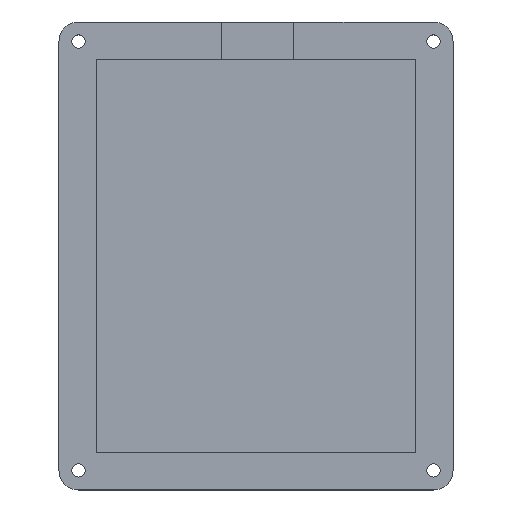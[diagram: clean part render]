
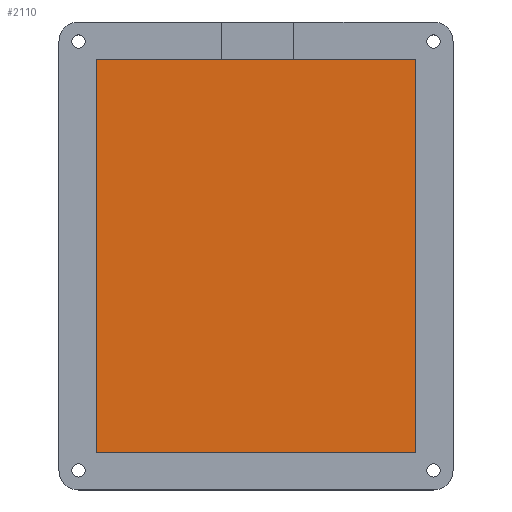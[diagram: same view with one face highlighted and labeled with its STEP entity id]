
A CAD part, top view. The second image highlights one B-rep face of the part: STEP entity #2110.
In plain terms, the highlighted planar face has unit normal (0, 0, 1).
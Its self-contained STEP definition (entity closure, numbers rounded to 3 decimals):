
#776 = PLANE('',#777);
#777 = AXIS2_PLACEMENT_3D('',#778,#779,#780);
#778 = CARTESIAN_POINT('',(40.986,50.45,0.));
#779 = DIRECTION('',(0.,-1.,0.));
#780 = DIRECTION('',(-1.,0.,0.));
#804 = PLANE('',#805);
#805 = AXIS2_PLACEMENT_3D('',#806,#807,#808);
#806 = CARTESIAN_POINT('',(40.986,-50.45,0.));
#807 = DIRECTION('',(-1.,0.,0.));
#808 = DIRECTION('',(0.,1.,0.));
#832 = PLANE('',#833);
#833 = AXIS2_PLACEMENT_3D('',#834,#835,#836);
#834 = CARTESIAN_POINT('',(-40.986,-50.45,0.));
#835 = DIRECTION('',(0.,1.,0.));
#836 = DIRECTION('',(1.,0.,0.));
#860 = PLANE('',#861);
#861 = AXIS2_PLACEMENT_3D('',#862,#863,#864);
#862 = CARTESIAN_POINT('',(-40.986,50.45,0.));
#863 = DIRECTION('',(1.,0.,0.));
#864 = DIRECTION('',(0.,-1.,0.));
#1505 = EDGE_CURVE('',#1506,#1508,#1510,.T.);
#1506 = VERTEX_POINT('',#1507);
#1507 = CARTESIAN_POINT('',(40.986,50.45,3.));
#1508 = VERTEX_POINT('',#1509);
#1509 = CARTESIAN_POINT('',(-40.986,50.45,3.));
#1510 = SURFACE_CURVE('',#1511,(#1515,#1522),.PCURVE_S1.);
#1511 = LINE('',#1512,#1513);
#1512 = CARTESIAN_POINT('',(40.986,50.45,3.));
#1513 = VECTOR('',#1514,1.);
#1514 = DIRECTION('',(-1.,0.,0.));
#1515 = PCURVE('',#776,#1516);
#1516 = DEFINITIONAL_REPRESENTATION('',(#1517),#1521);
#1517 = LINE('',#1518,#1519);
#1518 = CARTESIAN_POINT('',(0.,-3.));
#1519 = VECTOR('',#1520,1.);
#1520 = DIRECTION('',(1.,0.));
#1521 = ( GEOMETRIC_REPRESENTATION_CONTEXT(2) 
PARAMETRIC_REPRESENTATION_CONTEXT() REPRESENTATION_CONTEXT('2D SPACE',''
  ) );
#1522 = PCURVE('',#1523,#1528);
#1523 = PLANE('',#1524);
#1524 = AXIS2_PLACEMENT_3D('',#1525,#1526,#1527);
#1525 = CARTESIAN_POINT('',(0.,0.,3.));
#1526 = DIRECTION('',(0.,0.,1.));
#1527 = DIRECTION('',(1.,0.,0.));
#1528 = DEFINITIONAL_REPRESENTATION('',(#1529),#1533);
#1529 = LINE('',#1530,#1531);
#1530 = CARTESIAN_POINT('',(40.986,50.45));
#1531 = VECTOR('',#1532,1.);
#1532 = DIRECTION('',(-1.,0.));
#1533 = ( GEOMETRIC_REPRESENTATION_CONTEXT(2) 
PARAMETRIC_REPRESENTATION_CONTEXT() REPRESENTATION_CONTEXT('2D SPACE',''
  ) );
#1627 = EDGE_CURVE('',#1508,#1628,#1630,.T.);
#1628 = VERTEX_POINT('',#1629);
#1629 = CARTESIAN_POINT('',(-40.986,-50.45,3.));
#1630 = SURFACE_CURVE('',#1631,(#1635,#1642),.PCURVE_S1.);
#1631 = LINE('',#1632,#1633);
#1632 = CARTESIAN_POINT('',(-40.986,50.45,3.));
#1633 = VECTOR('',#1634,1.);
#1634 = DIRECTION('',(0.,-1.,0.));
#1635 = PCURVE('',#860,#1636);
#1636 = DEFINITIONAL_REPRESENTATION('',(#1637),#1641);
#1637 = LINE('',#1638,#1639);
#1638 = CARTESIAN_POINT('',(0.,-3.));
#1639 = VECTOR('',#1640,1.);
#1640 = DIRECTION('',(1.,0.));
#1641 = ( GEOMETRIC_REPRESENTATION_CONTEXT(2) 
PARAMETRIC_REPRESENTATION_CONTEXT() REPRESENTATION_CONTEXT('2D SPACE',''
  ) );
#1642 = PCURVE('',#1523,#1643);
#1643 = DEFINITIONAL_REPRESENTATION('',(#1644),#1648);
#1644 = LINE('',#1645,#1646);
#1645 = CARTESIAN_POINT('',(-40.986,50.45));
#1646 = VECTOR('',#1647,1.);
#1647 = DIRECTION('',(0.,-1.));
#1648 = ( GEOMETRIC_REPRESENTATION_CONTEXT(2) 
PARAMETRIC_REPRESENTATION_CONTEXT() REPRESENTATION_CONTEXT('2D SPACE',''
  ) );
#1676 = EDGE_CURVE('',#1628,#1677,#1679,.T.);
#1677 = VERTEX_POINT('',#1678);
#1678 = CARTESIAN_POINT('',(40.986,-50.45,3.));
#1679 = SURFACE_CURVE('',#1680,(#1684,#1691),.PCURVE_S1.);
#1680 = LINE('',#1681,#1682);
#1681 = CARTESIAN_POINT('',(-40.986,-50.45,3.));
#1682 = VECTOR('',#1683,1.);
#1683 = DIRECTION('',(1.,0.,0.));
#1684 = PCURVE('',#832,#1685);
#1685 = DEFINITIONAL_REPRESENTATION('',(#1686),#1690);
#1686 = LINE('',#1687,#1688);
#1687 = CARTESIAN_POINT('',(0.,-3.));
#1688 = VECTOR('',#1689,1.);
#1689 = DIRECTION('',(1.,0.));
#1690 = ( GEOMETRIC_REPRESENTATION_CONTEXT(2) 
PARAMETRIC_REPRESENTATION_CONTEXT() REPRESENTATION_CONTEXT('2D SPACE',''
  ) );
#1691 = PCURVE('',#1523,#1692);
#1692 = DEFINITIONAL_REPRESENTATION('',(#1693),#1697);
#1693 = LINE('',#1694,#1695);
#1694 = CARTESIAN_POINT('',(-40.986,-50.45));
#1695 = VECTOR('',#1696,1.);
#1696 = DIRECTION('',(1.,0.));
#1697 = ( GEOMETRIC_REPRESENTATION_CONTEXT(2) 
PARAMETRIC_REPRESENTATION_CONTEXT() REPRESENTATION_CONTEXT('2D SPACE',''
  ) );
#1725 = EDGE_CURVE('',#1677,#1506,#1726,.T.);
#1726 = SURFACE_CURVE('',#1727,(#1731,#1738),.PCURVE_S1.);
#1727 = LINE('',#1728,#1729);
#1728 = CARTESIAN_POINT('',(40.986,-50.45,3.));
#1729 = VECTOR('',#1730,1.);
#1730 = DIRECTION('',(0.,1.,0.));
#1731 = PCURVE('',#804,#1732);
#1732 = DEFINITIONAL_REPRESENTATION('',(#1733),#1737);
#1733 = LINE('',#1734,#1735);
#1734 = CARTESIAN_POINT('',(0.,-3.));
#1735 = VECTOR('',#1736,1.);
#1736 = DIRECTION('',(1.,0.));
#1737 = ( GEOMETRIC_REPRESENTATION_CONTEXT(2) 
PARAMETRIC_REPRESENTATION_CONTEXT() REPRESENTATION_CONTEXT('2D SPACE',''
  ) );
#1738 = PCURVE('',#1523,#1739);
#1739 = DEFINITIONAL_REPRESENTATION('',(#1740),#1744);
#1740 = LINE('',#1741,#1742);
#1741 = CARTESIAN_POINT('',(40.986,-50.45));
#1742 = VECTOR('',#1743,1.);
#1743 = DIRECTION('',(0.,1.));
#1744 = ( GEOMETRIC_REPRESENTATION_CONTEXT(2) 
PARAMETRIC_REPRESENTATION_CONTEXT() REPRESENTATION_CONTEXT('2D SPACE',''
  ) );
#2110 = ADVANCED_FACE('',(#2111),#1523,.T.);
#2111 = FACE_BOUND('',#2112,.T.);
#2112 = EDGE_LOOP('',(#2113,#2114,#2115,#2116));
#2113 = ORIENTED_EDGE('',*,*,#1627,.T.);
#2114 = ORIENTED_EDGE('',*,*,#1676,.T.);
#2115 = ORIENTED_EDGE('',*,*,#1725,.T.);
#2116 = ORIENTED_EDGE('',*,*,#1505,.T.);
